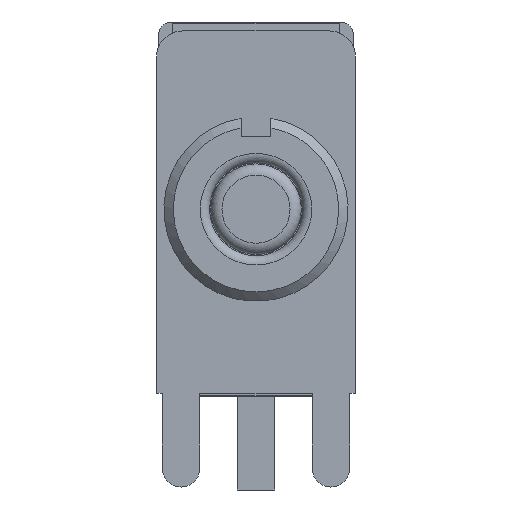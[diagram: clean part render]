
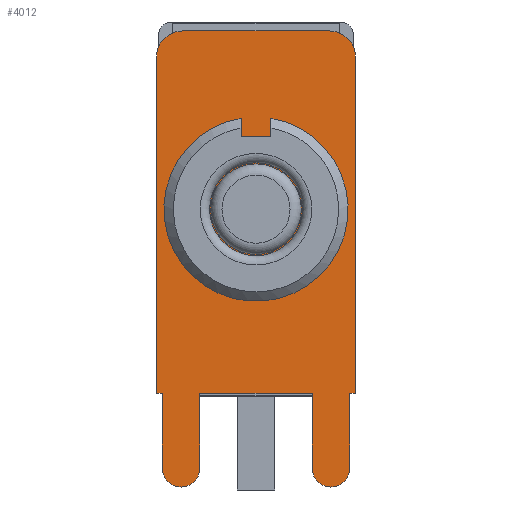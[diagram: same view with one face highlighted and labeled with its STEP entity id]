
A CAD part, left-side view. The second image highlights one B-rep face of the part: STEP entity #4012.
In plain terms, the highlighted planar face has unit normal (-1, 0, 0).
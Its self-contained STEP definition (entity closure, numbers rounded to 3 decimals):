
#148=CIRCLE('',#4279,0.889);
#150=CIRCLE('',#4283,0.889);
#152=CIRCLE('',#4289,0.635);
#154=CIRCLE('',#4295,0.635);
#386=FACE_OUTER_BOUND('',#644,.T.);
#644=EDGE_LOOP('',(#2712,#2713,#2714,#2715,#2716,#2717,#2718,#2719,#2720,
#2721,#2722,#2723,#2724,#2725));
#894=LINE('',#5944,#1287);
#898=LINE('',#5952,#1291);
#902=LINE('',#5964,#1295);
#906=LINE('',#5976,#1299);
#909=LINE('',#5982,#1302);
#912=LINE('',#5988,#1305);
#916=LINE('',#6000,#1309);
#919=LINE('',#6006,#1312);
#922=LINE('',#6012,#1315);
#926=LINE('',#6023,#1319);
#1287=VECTOR('',#4703,0.203);
#1291=VECTOR('',#4709,11.405);
#1295=VECTOR('',#4721,4.978);
#1299=VECTOR('',#4733,11.405);
#1302=VECTOR('',#4738,0.203);
#1305=VECTOR('',#4743,2.54);
#1309=VECTOR('',#4755,2.54);
#1312=VECTOR('',#4760,3.81);
#1315=VECTOR('',#4765,2.54);
#1319=VECTOR('',#4777,2.54);
#1680=VERTEX_POINT('',#5942);
#1681=VERTEX_POINT('',#5943);
#1684=VERTEX_POINT('',#5951);
#1686=VERTEX_POINT('',#5957);
#1688=VERTEX_POINT('',#5963);
#1690=VERTEX_POINT('',#5969);
#1692=VERTEX_POINT('',#5975);
#1694=VERTEX_POINT('',#5981);
#1696=VERTEX_POINT('',#5987);
#1698=VERTEX_POINT('',#5993);
#1700=VERTEX_POINT('',#5999);
#1702=VERTEX_POINT('',#6005);
#1704=VERTEX_POINT('',#6011);
#1706=VERTEX_POINT('',#6017);
#2060=EDGE_CURVE('',#1680,#1681,#894,.T.);
#2064=EDGE_CURVE('',#1681,#1684,#898,.T.);
#2067=EDGE_CURVE('',#1684,#1686,#148,.T.);
#2070=EDGE_CURVE('',#1686,#1688,#902,.T.);
#2073=EDGE_CURVE('',#1688,#1690,#150,.T.);
#2076=EDGE_CURVE('',#1690,#1692,#906,.T.);
#2079=EDGE_CURVE('',#1692,#1694,#909,.T.);
#2082=EDGE_CURVE('',#1694,#1696,#912,.T.);
#2085=EDGE_CURVE('',#1696,#1698,#152,.T.);
#2088=EDGE_CURVE('',#1698,#1700,#916,.T.);
#2091=EDGE_CURVE('',#1700,#1702,#919,.T.);
#2094=EDGE_CURVE('',#1702,#1704,#922,.T.);
#2097=EDGE_CURVE('',#1704,#1706,#154,.T.);
#2100=EDGE_CURVE('',#1706,#1680,#926,.T.);
#2712=ORIENTED_EDGE('',*,*,#2100,.T.);
#2713=ORIENTED_EDGE('',*,*,#2060,.T.);
#2714=ORIENTED_EDGE('',*,*,#2064,.T.);
#2715=ORIENTED_EDGE('',*,*,#2067,.T.);
#2716=ORIENTED_EDGE('',*,*,#2070,.T.);
#2717=ORIENTED_EDGE('',*,*,#2073,.T.);
#2718=ORIENTED_EDGE('',*,*,#2076,.T.);
#2719=ORIENTED_EDGE('',*,*,#2079,.T.);
#2720=ORIENTED_EDGE('',*,*,#2082,.T.);
#2721=ORIENTED_EDGE('',*,*,#2085,.T.);
#2722=ORIENTED_EDGE('',*,*,#2088,.T.);
#2723=ORIENTED_EDGE('',*,*,#2091,.T.);
#2724=ORIENTED_EDGE('',*,*,#2094,.T.);
#2725=ORIENTED_EDGE('',*,*,#2097,.T.);
#3858=PLANE('',#4298);
#4012=ADVANCED_FACE('',(#386),#3858,.F.);
#4279=AXIS2_PLACEMENT_3D('',#5958,#4714,#4715);
#4283=AXIS2_PLACEMENT_3D('',#5970,#4726,#4727);
#4289=AXIS2_PLACEMENT_3D('',#5994,#4748,#4749);
#4295=AXIS2_PLACEMENT_3D('',#6018,#4770,#4771);
#4298=AXIS2_PLACEMENT_3D('',#6025,#4779,#4780);
#4703=DIRECTION('',(0.,-1.,0.));
#4709=DIRECTION('',(0.,0.,1.));
#4714=DIRECTION('center_axis',(-1.,0.,0.));
#4715=DIRECTION('ref_axis',(0.,-1.,0.));
#4721=DIRECTION('',(0.,1.,0.));
#4726=DIRECTION('center_axis',(-1.,0.,0.));
#4727=DIRECTION('ref_axis',(0.,0.,1.));
#4733=DIRECTION('',(0.,0.,-1.));
#4738=DIRECTION('',(0.,-1.,0.));
#4743=DIRECTION('',(0.,0.,-1.));
#4748=DIRECTION('center_axis',(-1.,0.,0.));
#4749=DIRECTION('ref_axis',(0.,1.,0.));
#4755=DIRECTION('',(0.,0.,1.));
#4760=DIRECTION('',(0.,-1.,0.));
#4765=DIRECTION('',(0.,0.,-1.));
#4770=DIRECTION('center_axis',(-1.,0.,0.));
#4771=DIRECTION('ref_axis',(0.,1.,0.));
#4777=DIRECTION('',(0.,0.,1.));
#4779=DIRECTION('center_axis',(1.,0.,0.));
#4780=DIRECTION('ref_axis',(0.,0.,-1.));
#5942=CARTESIAN_POINT('',(-16.713,-3.175,0.102));
#5943=CARTESIAN_POINT('',(-16.713,-3.378,0.102));
#5944=CARTESIAN_POINT('',(-16.713,-3.175,0.102));
#5951=CARTESIAN_POINT('',(-16.713,-3.378,11.506));
#5952=CARTESIAN_POINT('',(-16.713,-3.378,0.102));
#5957=CARTESIAN_POINT('',(-16.713,-2.489,12.395));
#5958=CARTESIAN_POINT('Origin',(-16.713,-2.489,11.506));
#5963=CARTESIAN_POINT('',(-16.713,2.489,12.395));
#5964=CARTESIAN_POINT('',(-16.713,-2.489,12.395));
#5969=CARTESIAN_POINT('',(-16.713,3.378,11.506));
#5970=CARTESIAN_POINT('Origin',(-16.713,2.489,11.506));
#5975=CARTESIAN_POINT('',(-16.713,3.378,0.102));
#5976=CARTESIAN_POINT('',(-16.713,3.378,11.506));
#5981=CARTESIAN_POINT('',(-16.713,3.175,0.102));
#5982=CARTESIAN_POINT('',(-16.713,3.378,0.102));
#5987=CARTESIAN_POINT('',(-16.713,3.175,-2.438));
#5988=CARTESIAN_POINT('',(-16.713,3.175,0.102));
#5993=CARTESIAN_POINT('',(-16.713,1.905,-2.438));
#5994=CARTESIAN_POINT('Origin',(-16.713,2.54,-2.438));
#5999=CARTESIAN_POINT('',(-16.713,1.905,0.102));
#6000=CARTESIAN_POINT('',(-16.713,1.905,-2.438));
#6005=CARTESIAN_POINT('',(-16.713,-1.905,0.102));
#6006=CARTESIAN_POINT('',(-16.713,1.905,0.102));
#6011=CARTESIAN_POINT('',(-16.713,-1.905,-2.438));
#6012=CARTESIAN_POINT('',(-16.713,-1.905,0.102));
#6017=CARTESIAN_POINT('',(-16.713,-3.175,-2.438));
#6018=CARTESIAN_POINT('Origin',(-16.713,-2.54,-2.438));
#6023=CARTESIAN_POINT('',(-16.713,-3.175,-2.438));
#6025=CARTESIAN_POINT('Origin',(-16.713,0.,
4.221));
